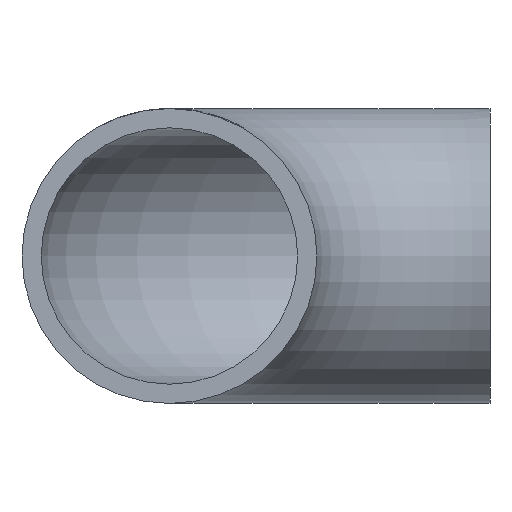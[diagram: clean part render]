
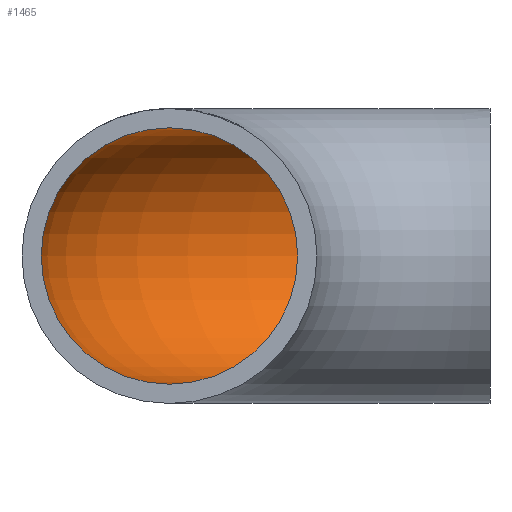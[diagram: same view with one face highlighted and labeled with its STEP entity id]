
A CAD part, front view. The second image highlights one B-rep face of the part: STEP entity #1465.
In plain terms, the highlighted toroidal (fillet/blend) face has major radius 25 mm and minor radius 10 mm.
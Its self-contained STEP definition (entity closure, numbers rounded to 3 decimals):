
#899 = TOROIDAL_SURFACE ( 'NONE', #7606, 25., 10. ) ;
#1016 = FACE_OUTER_BOUND ( 'NONE', #3877, .T. ) ;
#1247 = AXIS2_PLACEMENT_3D ( 'NONE', #7127, #2640, #7893 ) ;
#1465 = ADVANCED_FACE ( 'NONE', ( #1016, #5318 ), #899, .F. ) ;
#1670 = AXIS2_PLACEMENT_3D ( 'NONE', #7845, #9420, #4896 ) ;
#2067 = CIRCLE ( 'NONE', #1670, 10. ) ;
#2640 = DIRECTION ( 'NONE',  ( 0., 1., 0. ) ) ;
#2829 = VERTEX_POINT ( 'NONE', #6608 ) ;
#3723 = CARTESIAN_POINT ( 'NONE',  ( 0., 35., 0. ) ) ;
#3877 = EDGE_LOOP ( 'NONE', ( #5656 ) ) ;
#3969 = DIRECTION ( 'NONE',  ( 0., 0., -1. ) ) ;
#4604 = DIRECTION ( 'NONE',  ( -1., 0., 0. ) ) ;
#4896 = DIRECTION ( 'NONE',  ( 0., 1., 0. ) ) ;
#5318 = FACE_OUTER_BOUND ( 'NONE', #9179, .T. ) ;
#5656 = ORIENTED_EDGE ( 'NONE', *, *, #7890, .T. ) ;
#6347 = CIRCLE ( 'NONE', #1247, 10. ) ;
#6453 = VERTEX_POINT ( 'NONE', #3723 ) ;
#6608 = CARTESIAN_POINT ( 'NONE',  ( -25., 0., 10. ) ) ;
#7127 = CARTESIAN_POINT ( 'NONE',  ( -25., 0., 0. ) ) ;
#7606 = AXIS2_PLACEMENT_3D ( 'NONE', #9254, #3969, #4604 ) ;
#7845 = CARTESIAN_POINT ( 'NONE',  ( 0., 25., 0. ) ) ;
#7890 = EDGE_CURVE ( 'NONE', #6453, #6453, #2067, .T. ) ;
#7893 = DIRECTION ( 'NONE',  ( 0., 0., 1. ) ) ;
#8389 = EDGE_CURVE ( 'NONE', #2829, #2829, #6347, .T. ) ;
#9136 = ORIENTED_EDGE ( 'NONE', *, *, #8389, .F. ) ;
#9179 = EDGE_LOOP ( 'NONE', ( #9136 ) ) ;
#9254 = CARTESIAN_POINT ( 'NONE',  ( 0., 0., 0. ) ) ;
#9420 = DIRECTION ( 'NONE',  ( 1., 0., 0. ) ) ;
